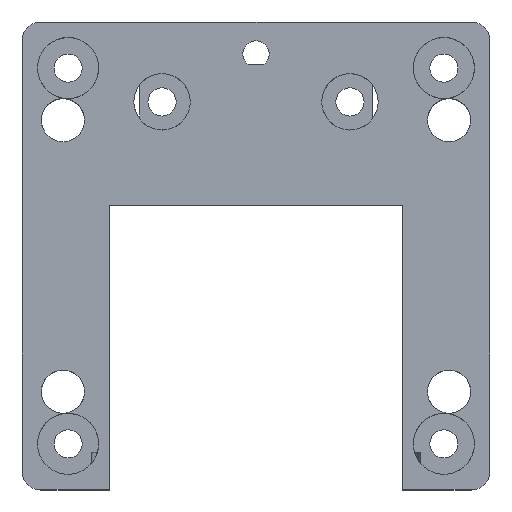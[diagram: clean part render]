
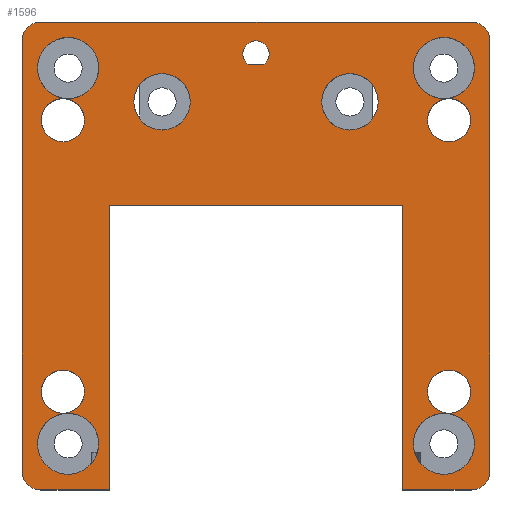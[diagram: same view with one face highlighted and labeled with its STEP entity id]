
A CAD part, top view. The second image highlights one B-rep face of the part: STEP entity #1596.
In plain terms, the highlighted planar face has unit normal (0, 0, 1).
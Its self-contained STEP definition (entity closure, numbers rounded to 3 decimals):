
#36=PLANE('',#1744);
#61=FACE_BOUND('',#297,.T.);
#62=FACE_BOUND('',#298,.T.);
#63=FACE_BOUND('',#299,.T.);
#64=FACE_BOUND('',#300,.T.);
#65=FACE_BOUND('',#301,.T.);
#66=FACE_BOUND('',#302,.T.);
#67=FACE_BOUND('',#303,.T.);
#68=FACE_BOUND('',#304,.T.);
#69=FACE_BOUND('',#305,.T.);
#70=FACE_BOUND('',#306,.T.);
#71=FACE_BOUND('',#307,.T.);
#96=CIRCLE('',#1652,3.25);
#104=CIRCLE('',#1662,3.25);
#127=CIRCLE('',#1695,3.25);
#139=CIRCLE('',#1715,3.25);
#140=CIRCLE('',#1717,3.);
#144=CIRCLE('',#1725,3.);
#150=CIRCLE('',#1745,2.);
#151=CIRCLE('',#1746,2.);
#152=CIRCLE('',#1747,2.);
#153=CIRCLE('',#1748,2.);
#154=CIRCLE('',#1749,1.4);
#155=CIRCLE('',#1750,2.3);
#156=CIRCLE('',#1751,2.3);
#157=CIRCLE('',#1752,2.3);
#158=CIRCLE('',#1753,2.3);
#214=FACE_OUTER_BOUND('',#296,.T.);
#296=EDGE_LOOP('',(#1361,#1362,#1363,#1364,#1365,#1366,#1367,#1368,#1369,
#1370,#1371,#1372));
#297=EDGE_LOOP('',(#1373));
#298=EDGE_LOOP('',(#1374));
#299=EDGE_LOOP('',(#1375,#1376));
#300=EDGE_LOOP('',(#1377));
#301=EDGE_LOOP('',(#1378));
#302=EDGE_LOOP('',(#1379));
#303=EDGE_LOOP('',(#1380));
#304=EDGE_LOOP('',(#1381));
#305=EDGE_LOOP('',(#1382));
#306=EDGE_LOOP('',(#1383));
#307=EDGE_LOOP('',(#1384));
#400=LINE('',#2591,#517);
#453=LINE('',#3176,#570);
#458=LINE('',#3192,#575);
#467=LINE('',#3221,#584);
#471=LINE('',#3228,#588);
#484=LINE('',#3252,#601);
#485=LINE('',#3256,#602);
#486=LINE('',#3260,#603);
#487=LINE('',#3264,#604);
#517=VECTOR('',#1825,10.);
#570=VECTOR('',#2018,10.);
#575=VECTOR('',#2037,10.);
#584=VECTOR('',#2066,10.);
#588=VECTOR('',#2072,10.);
#601=VECTOR('',#2097,10.);
#602=VECTOR('',#2100,10.);
#603=VECTOR('',#2103,10.);
#604=VECTOR('',#2106,10.);
#655=VERTEX_POINT('',#2588);
#656=VERTEX_POINT('',#2590);
#660=VERTEX_POINT('',#2600);
#674=VERTEX_POINT('',#2657);
#727=VERTEX_POINT('',#3108);
#738=VERTEX_POINT('',#3160);
#739=VERTEX_POINT('',#3164);
#742=VERTEX_POINT('',#3173);
#743=VERTEX_POINT('',#3175);
#746=VERTEX_POINT('',#3186);
#747=VERTEX_POINT('',#3191);
#755=VERTEX_POINT('',#3217);
#757=VERTEX_POINT('',#3220);
#759=VERTEX_POINT('',#3226);
#765=VERTEX_POINT('',#3253);
#766=VERTEX_POINT('',#3255);
#767=VERTEX_POINT('',#3257);
#768=VERTEX_POINT('',#3259);
#769=VERTEX_POINT('',#3261);
#770=VERTEX_POINT('',#3263);
#771=VERTEX_POINT('',#3267);
#772=VERTEX_POINT('',#3269);
#773=VERTEX_POINT('',#3271);
#774=VERTEX_POINT('',#3273);
#827=EDGE_CURVE('',#656,#655,#400,.T.);
#832=EDGE_CURVE('',#660,#660,#96,.T.);
#850=EDGE_CURVE('',#674,#674,#104,.T.);
#918=EDGE_CURVE('',#727,#727,#127,.T.);
#942=EDGE_CURVE('',#738,#738,#139,.T.);
#944=EDGE_CURVE('',#739,#739,#140,.T.);
#950=EDGE_CURVE('',#743,#742,#453,.T.);
#955=EDGE_CURVE('',#746,#746,#144,.T.);
#958=EDGE_CURVE('',#747,#656,#458,.T.);
#971=EDGE_CURVE('',#757,#755,#467,.T.);
#975=EDGE_CURVE('',#655,#759,#471,.T.);
#988=EDGE_CURVE('',#759,#743,#484,.T.);
#989=EDGE_CURVE('',#742,#765,#150,.T.);
#990=EDGE_CURVE('',#765,#766,#485,.T.);
#991=EDGE_CURVE('',#766,#767,#151,.T.);
#992=EDGE_CURVE('',#767,#768,#486,.T.);
#993=EDGE_CURVE('',#768,#769,#152,.T.);
#994=EDGE_CURVE('',#769,#770,#487,.T.);
#995=EDGE_CURVE('',#770,#747,#153,.T.);
#996=EDGE_CURVE('',#755,#757,#154,.T.);
#997=EDGE_CURVE('',#771,#771,#155,.T.);
#998=EDGE_CURVE('',#772,#772,#156,.T.);
#999=EDGE_CURVE('',#773,#773,#157,.T.);
#1000=EDGE_CURVE('',#774,#774,#158,.T.);
#1361=ORIENTED_EDGE('',*,*,#975,.T.);
#1362=ORIENTED_EDGE('',*,*,#988,.T.);
#1363=ORIENTED_EDGE('',*,*,#950,.T.);
#1364=ORIENTED_EDGE('',*,*,#989,.T.);
#1365=ORIENTED_EDGE('',*,*,#990,.T.);
#1366=ORIENTED_EDGE('',*,*,#991,.T.);
#1367=ORIENTED_EDGE('',*,*,#992,.T.);
#1368=ORIENTED_EDGE('',*,*,#993,.T.);
#1369=ORIENTED_EDGE('',*,*,#994,.T.);
#1370=ORIENTED_EDGE('',*,*,#995,.T.);
#1371=ORIENTED_EDGE('',*,*,#958,.T.);
#1372=ORIENTED_EDGE('',*,*,#827,.T.);
#1373=ORIENTED_EDGE('',*,*,#944,.T.);
#1374=ORIENTED_EDGE('',*,*,#955,.T.);
#1375=ORIENTED_EDGE('',*,*,#996,.T.);
#1376=ORIENTED_EDGE('',*,*,#971,.T.);
#1377=ORIENTED_EDGE('',*,*,#997,.T.);
#1378=ORIENTED_EDGE('',*,*,#998,.T.);
#1379=ORIENTED_EDGE('',*,*,#999,.T.);
#1380=ORIENTED_EDGE('',*,*,#1000,.T.);
#1381=ORIENTED_EDGE('',*,*,#918,.T.);
#1382=ORIENTED_EDGE('',*,*,#832,.T.);
#1383=ORIENTED_EDGE('',*,*,#942,.T.);
#1384=ORIENTED_EDGE('',*,*,#850,.T.);
#1596=ADVANCED_FACE('',(#214,#61,#62,#63,#64,#65,#66,#67,#68,#69,#70,#71),
#36,.T.);
#1652=AXIS2_PLACEMENT_3D('',#2601,#1832,#1833);
#1662=AXIS2_PLACEMENT_3D('',#2658,#1859,#1860);
#1695=AXIS2_PLACEMENT_3D('',#3109,#1951,#1952);
#1715=AXIS2_PLACEMENT_3D('',#3161,#2002,#2003);
#1717=AXIS2_PLACEMENT_3D('',#3165,#2007,#2008);
#1725=AXIS2_PLACEMENT_3D('',#3187,#2030,#2031);
#1744=AXIS2_PLACEMENT_3D('',#3251,#2095,#2096);
#1745=AXIS2_PLACEMENT_3D('',#3254,#2098,#2099);
#1746=AXIS2_PLACEMENT_3D('',#3258,#2101,#2102);
#1747=AXIS2_PLACEMENT_3D('',#3262,#2104,#2105);
#1748=AXIS2_PLACEMENT_3D('',#3265,#2107,#2108);
#1749=AXIS2_PLACEMENT_3D('',#3266,#2109,#2110);
#1750=AXIS2_PLACEMENT_3D('',#3268,#2111,#2112);
#1751=AXIS2_PLACEMENT_3D('',#3270,#2113,#2114);
#1752=AXIS2_PLACEMENT_3D('',#3272,#2115,#2116);
#1753=AXIS2_PLACEMENT_3D('',#3274,#2117,#2118);
#1825=DIRECTION('',(0.,1.,0.));
#1832=DIRECTION('center_axis',(0.,0.,-1.));
#1833=DIRECTION('ref_axis',(1.,0.,0.));
#1859=DIRECTION('center_axis',(0.,0.,-1.));
#1860=DIRECTION('ref_axis',(1.,0.,0.));
#1951=DIRECTION('center_axis',(0.,0.,-1.));
#1952=DIRECTION('ref_axis',(1.,0.,0.));
#2002=DIRECTION('center_axis',(0.,0.,-1.));
#2003=DIRECTION('ref_axis',(1.,0.,0.));
#2007=DIRECTION('center_axis',(0.,0.,-1.));
#2008=DIRECTION('ref_axis',(1.,0.,0.));
#2018=DIRECTION('',(1.,0.,0.));
#2030=DIRECTION('center_axis',(0.,0.,-1.));
#2031=DIRECTION('ref_axis',(1.,0.,0.));
#2037=DIRECTION('',(1.,0.,0.));
#2066=DIRECTION('',(-1.,0.,0.));
#2072=DIRECTION('',(1.,0.,0.));
#2095=DIRECTION('center_axis',(0.,0.,1.));
#2096=DIRECTION('ref_axis',(1.,0.,0.));
#2097=DIRECTION('',(0.,-1.,0.));
#2098=DIRECTION('center_axis',(0.,0.,1.));
#2099=DIRECTION('ref_axis',(0.,-1.,0.));
#2100=DIRECTION('',(0.,1.,0.));
#2101=DIRECTION('center_axis',(0.,0.,1.));
#2102=DIRECTION('ref_axis',(1.,0.,0.));
#2103=DIRECTION('',(-1.,0.,0.));
#2104=DIRECTION('center_axis',(0.,0.,1.));
#2105=DIRECTION('ref_axis',(0.,1.,0.));
#2106=DIRECTION('',(0.,-1.,0.));
#2107=DIRECTION('center_axis',(0.,0.,1.));
#2108=DIRECTION('ref_axis',(-1.,0.,0.));
#2109=DIRECTION('center_axis',(0.,0.,-1.));
#2110=DIRECTION('ref_axis',(1.,0.,0.));
#2111=DIRECTION('center_axis',(0.,0.,-1.));
#2112=DIRECTION('ref_axis',(0.,1.,0.));
#2113=DIRECTION('center_axis',(0.,0.,-1.));
#2114=DIRECTION('ref_axis',(0.,1.,0.));
#2115=DIRECTION('center_axis',(0.,0.,-1.));
#2116=DIRECTION('ref_axis',(0.,1.,0.));
#2117=DIRECTION('center_axis',(0.,0.,-1.));
#2118=DIRECTION('ref_axis',(0.,1.,0.));
#2588=CARTESIAN_POINT('',(-15.6,-14.435,8.));
#2590=CARTESIAN_POINT('',(-15.6,-44.685,8.));
#2591=CARTESIAN_POINT('',(-15.6,-44.685,8.));
#2600=CARTESIAN_POINT('',(-23.25,-39.785,8.));
#2601=CARTESIAN_POINT('Origin',(-20.,-39.785,8.));
#2657=CARTESIAN_POINT('',(-23.25,0.215,8.));
#2658=CARTESIAN_POINT('Origin',(-20.,0.215,8.));
#3108=CARTESIAN_POINT('',(16.75,0.215,8.));
#3109=CARTESIAN_POINT('Origin',(20.,0.215,8.));
#3160=CARTESIAN_POINT('',(16.75,-39.785,8.));
#3161=CARTESIAN_POINT('Origin',(20.,-39.785,8.));
#3164=CARTESIAN_POINT('',(7.,-3.385,8.));
#3165=CARTESIAN_POINT('Origin',(10.,-3.385,8.));
#3173=CARTESIAN_POINT('',(22.9,-44.685,8.));
#3175=CARTESIAN_POINT('',(15.6,-44.685,8.));
#3176=CARTESIAN_POINT('',(17.1,-44.685,8.));
#3186=CARTESIAN_POINT('',(-13.,-3.385,8.));
#3187=CARTESIAN_POINT('Origin',(-10.,-3.385,8.));
#3191=CARTESIAN_POINT('',(-22.9,-44.685,8.));
#3192=CARTESIAN_POINT('',(-22.9,-44.685,8.));
#3217=CARTESIAN_POINT('',(-0.798,0.565,8.));
#3220=CARTESIAN_POINT('',(0.798,0.565,8.));
#3221=CARTESIAN_POINT('',(15.,0.565,8.));
#3226=CARTESIAN_POINT('',(15.6,-14.435,8.));
#3228=CARTESIAN_POINT('',(-15.6,-14.435,8.));
#3251=CARTESIAN_POINT('Origin',(0.,-19.785,
8.));
#3252=CARTESIAN_POINT('',(15.6,-2.685,8.));
#3253=CARTESIAN_POINT('',(24.9,-42.685,8.));
#3254=CARTESIAN_POINT('Origin',(22.9,-42.685,8.));
#3255=CARTESIAN_POINT('',(24.9,3.115,8.));
#3256=CARTESIAN_POINT('',(24.9,-42.685,8.));
#3257=CARTESIAN_POINT('',(22.9,5.115,8.));
#3258=CARTESIAN_POINT('Origin',(22.9,3.115,8.));
#3259=CARTESIAN_POINT('',(-22.9,5.115,8.));
#3260=CARTESIAN_POINT('',(22.9,5.115,8.));
#3261=CARTESIAN_POINT('',(-24.9,3.115,8.));
#3262=CARTESIAN_POINT('Origin',(-22.9,3.115,8.));
#3263=CARTESIAN_POINT('',(-24.9,-42.685,8.));
#3264=CARTESIAN_POINT('',(-24.9,3.115,8.));
#3265=CARTESIAN_POINT('Origin',(-22.9,-42.685,8.));
#3266=CARTESIAN_POINT('Origin',(0.,1.715,8.));
#3267=CARTESIAN_POINT('',(20.55,-36.535,8.));
#3268=CARTESIAN_POINT('Origin',(20.55,-34.235,8.));
#3269=CARTESIAN_POINT('',(-20.55,-7.635,8.));
#3270=CARTESIAN_POINT('Origin',(-20.55,-5.335,8.));
#3271=CARTESIAN_POINT('',(-20.55,-36.535,8.));
#3272=CARTESIAN_POINT('Origin',(-20.55,-34.235,8.));
#3273=CARTESIAN_POINT('',(20.55,-7.635,8.));
#3274=CARTESIAN_POINT('Origin',(20.55,-5.335,8.));
